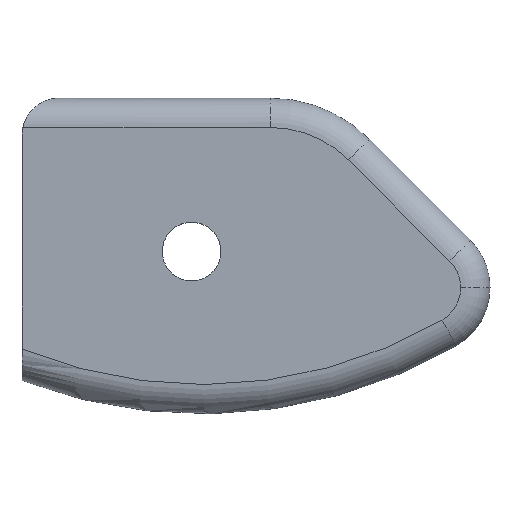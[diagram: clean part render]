
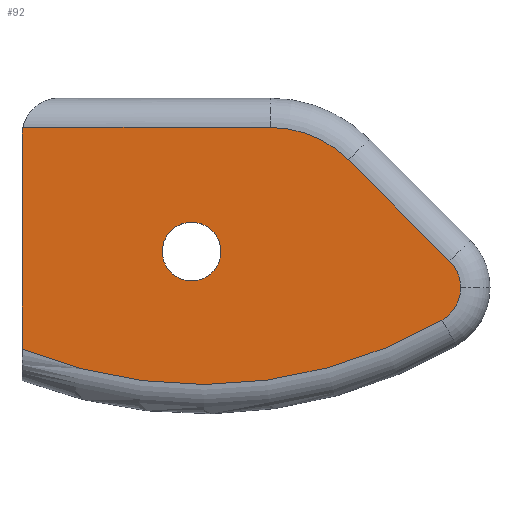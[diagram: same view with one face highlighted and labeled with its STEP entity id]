
A CAD part, top view. The second image highlights one B-rep face of the part: STEP entity #92.
In plain terms, the highlighted planar face has unit normal (0, 0, 1).
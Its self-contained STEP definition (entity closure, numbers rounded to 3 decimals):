
#1=CARTESIAN_POINT('POINT1',(1.27,29.369
   ,5.08));
#2=VERTEX_POINT('VERTEX1',#1);
#3=CARTESIAN_POINT('POINT2',(1.111,27.94,5.08)
   );
#4=VERTEX_POINT('VERTEX2',#3);
#5=CARTESIAN_POINT('POS1',(7.62,27.94,5.08));
#6=DIRECTION('DIR1',(0.,0.,1.));
#7=DIRECTION('DIR2',(-0.976,0.22,
   0.));
#8=AXIS2_PLACEMENT_3D('AXIS1',#5,#6,#7);
#9=CIRCLE('ELLIPSE1',#8,6.509);
#10=EDGE_CURVE('EDGE1',#2,#4,#9,.T.);
#11=ORIENTED_EDGE('COEDGE1',*,*,#10,.T.);
#12=CARTESIAN_POINT('POINT3',(1.111,
   -9.017,5.08));
#13=VERTEX_POINT('VERTEX3',#12);
#14=CARTESIAN_POINT('POS2',(1.111,27.94,5.08))
   ;
#15=DIRECTION('DIR3',(0.,-1.,0.));
#16=VECTOR('VEC1',#15,25.4);
#17=LINE('STRAIGHT1',#14,#16);
#18=EDGE_CURVE('EDGE2',#4,#13,#17,.T.);
#19=ORIENTED_EDGE('COEDGE2',*,*,#18,.T.);
#20=CARTESIAN_POINT('POINT4',(73.849,
   -4.008,5.08));
#21=VERTEX_POINT('VERTEX4',#20);
#22=CARTESIAN_POINT('POS3',(32.38,67.554,
   5.08));
#23=DIRECTION('DIR4',(0.,0.,1.));
#24=DIRECTION('DIR5',(-0.378,-0.926,
   0.));
#25=AXIS2_PLACEMENT_3D('AXIS2',#22,#23,#24);
#26=CIRCLE('ELLIPSE2',#25,82.709);
#27=EDGE_CURVE('EDGE3',#13,#21,#26,.T.);
#28=ORIENTED_EDGE('COEDGE3',*,*,#27,.T.);
#29=CARTESIAN_POINT('POINT5',(77.095,
   1.624,5.08));
#30=VERTEX_POINT('VERTEX5',#29);
#31=CARTESIAN_POINT('POS4',(70.586,1.624,
   5.08));
#32=DIRECTION('DIR6',(0.,0.,1.));
#33=DIRECTION('DIR7',(0.501,-0.865,
   0.));
#34=AXIS2_PLACEMENT_3D('AXIS3',#31,#32,#33);
#35=CIRCLE('ELLIPSE3',#34,6.509);
#36=EDGE_CURVE('EDGE4',#21,#30,#35,.T.);
#37=ORIENTED_EDGE('COEDGE4',*,*,#36,.T.);
#38=CARTESIAN_POINT('POINT6',(75.188,6.226
   ,5.08));
#39=VERTEX_POINT('VERTEX6',#38);
#40=EDGE_CURVE('EDGE5',#30,#39,#35,.T.);
#41=ORIENTED_EDGE('COEDGE5',*,*,#40,.T.);
#42=CARTESIAN_POINT('POINT7',(57.672,
   23.743,5.08));
#43=VERTEX_POINT('VERTEX7',#42);
#44=CARTESIAN_POINT('POS5',(75.188,6.226,
   5.08));
#45=DIRECTION('DIR8',(-0.707,0.707,
   0.));
#46=VECTOR('VEC2',#45,25.4);
#47=LINE('STRAIGHT2',#44,#46);
#48=EDGE_CURVE('EDGE6',#39,#43,#47,.T.);
#49=ORIENTED_EDGE('COEDGE6',*,*,#48,.T.);
#50=CARTESIAN_POINT('POINT8',(44.089,
   29.369,5.08));
#51=VERTEX_POINT('VERTEX8',#50);
#52=CARTESIAN_POINT('POS6',(44.089,10.16,5.08))
   ;
#53=DIRECTION('DIR9',(0.,0.,1.));
#54=DIRECTION('DIR10',(0.707,0.707,
   0.));
#55=AXIS2_PLACEMENT_3D('AXIS4',#52,#53,#54);
#56=CIRCLE('ELLIPSE4',#55,19.209);
#57=EDGE_CURVE('EDGE7',#43,#51,#56,.T.);
#58=ORIENTED_EDGE('COEDGE7',*,*,#57,.T.);
#59=CARTESIAN_POINT('POS7',(44.089,29.369,
   5.08));
#60=DIRECTION('DIR11',(-1.,0.,0.));
#61=VECTOR('VEC3',#60,25.4);
#62=LINE('STRAIGHT3',#59,#61);
#63=EDGE_CURVE('EDGE8',#51,#2,#62,.T.);
#64=ORIENTED_EDGE('COEDGE8',*,*,#63,.T.);
#65=EDGE_LOOP('NONE',(#11,#19,#28,#37,#41,#49,#58,#64));
#66=FACE_BOUND('LOOP1',#65,.T.);
#67=CARTESIAN_POINT('POINT9',(35.56,7.874,5.08));
#68=VERTEX_POINT('VERTEX9',#67);
#69=CARTESIAN_POINT('POINT10',(25.4,7.874,5.08));
#70=VERTEX_POINT('VERTEX10',#69);
#71=CARTESIAN_POINT('POS8',(30.48,7.874,5.08));
#72=DIRECTION('DIR12',(0.,0.,-1.));
#73=DIRECTION('DIR13',(1.,0.,0.));
#74=AXIS2_PLACEMENT_3D('AXIS5',#71,#72,#73);
#75=CIRCLE('ELLIPSE5',#74,5.08);
#76=EDGE_CURVE('EDGE9',#68,#70,#75,.T.);
#77=ORIENTED_EDGE('COEDGE9',*,*,#76,.T.);
#78=CARTESIAN_POINT('POS9',(30.48,7.874,5.08));
#79=DIRECTION('DIR14',(0.,0.,-1.));
#80=DIRECTION('DIR15',(-1.,0.,0.));
#81=AXIS2_PLACEMENT_3D('AXIS6',#78,#79,#80);
#82=CIRCLE('ELLIPSE6',#81,5.08);
#83=EDGE_CURVE('EDGE10',#70,#68,#82,.T.);
#84=ORIENTED_EDGE('COEDGE10',*,*,#83,.T.);
#85=EDGE_LOOP('NONE',(#77,#84));
#86=FACE_BOUND('LOOP1',#85,.T.);
#87=CARTESIAN_POINT('POS10',(0.,0.,5.08));
#88=DIRECTION('DIR16',(0.,0.,1.));
#89=DIRECTION('DIR17',(1.,0.,0.));
#90=AXIS2_PLACEMENT_3D('AXIS7',#87,#88,#89);
#91=PLANE('PLANE1',#90);
#92=ADVANCED_FACE('FACE1',(#66,#86),#91,.T.);
